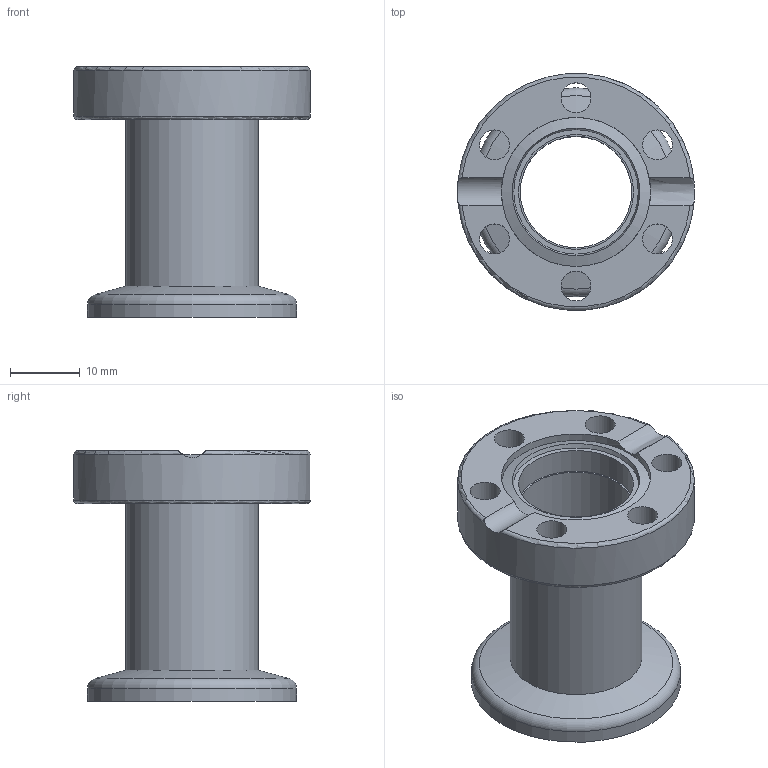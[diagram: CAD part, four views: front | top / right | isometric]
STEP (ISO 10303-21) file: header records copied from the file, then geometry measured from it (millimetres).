
FILE_DESCRIPTION((''),'2;1');
FILE_NAME('KA1616.stp','2008-05-09T14:58:30',('hasers'),(''),'Autodesk Inventor 2008','Autodesk Inventor 2008','');
FILE_SCHEMA(('AUTOMOTIVE_DESIGN { 1 0 10303 214 1 1 1 1 }'));
Length unit declared in the file: millimetre
Products named in the file (4): KA1616; CF-07 [Keywords [Summary]=1.4404][Company [Summary]=Vacom][Title [Summary]=F16B19]; KF [Category [Summary]=304 (_FS) 1.4301][Title [Summary]=KF16B19-304]; Rohre [Subject [Summary]=normal][Keywords [Summary]=1.4301][Title [Summary]=19x1,5 (1m) [AWH]]_1
Assembly tree (3 placements, depth 2):
  KA1616
    CF-07 [Keywords [Summary]=1.4404][Company [Summary]=Vacom][Title [Summary]=F16B19]
    KF [Category [Summary]=304 (_FS) 1.4301][Title [Summary]=KF16B19-304]
    Rohre [Subject [Summary]=normal][Keywords [Summary]=1.4301][Title [Summary]=19x1,5 (1m) [AWH]]_1
Bounding box: 34 x 33.97 x 36 mm (x, y, z)
Volume: 8248 mm3; surface area: 7782.2 mm2
Topology: 3 solids, 3 shells, 37 faces, 87 edges, 58 vertices
Faces by surface type: bspline 10, cylinder 9, plane 9, torus 5, cone 4
Full cylindrical faces by diameter (mm): 16 x1, 16.5 x1, 17.2 x1, 19 x1, 19.1 x1, 21.4 x1, 30 x1, 34 x1
Entity records: 1246 total; most frequent: CARTESIAN_POINT 414, DIRECTION 156, ORIENTED_EDGE 108, EDGE_LOOP 80, AXIS2_PLACEMENT_3D 76, EDGE_CURVE 54, VERTEX_POINT 48, FACE_BOUND 43
